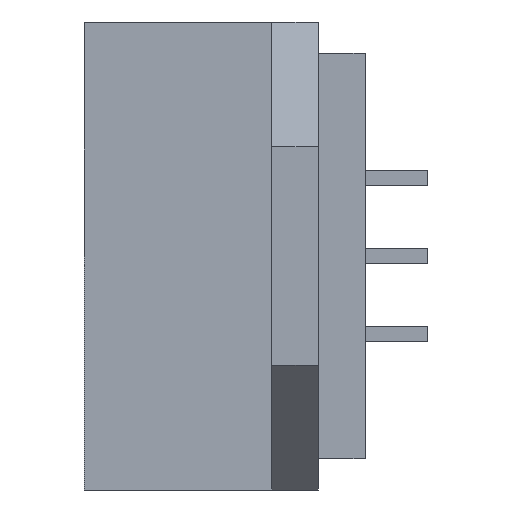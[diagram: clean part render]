
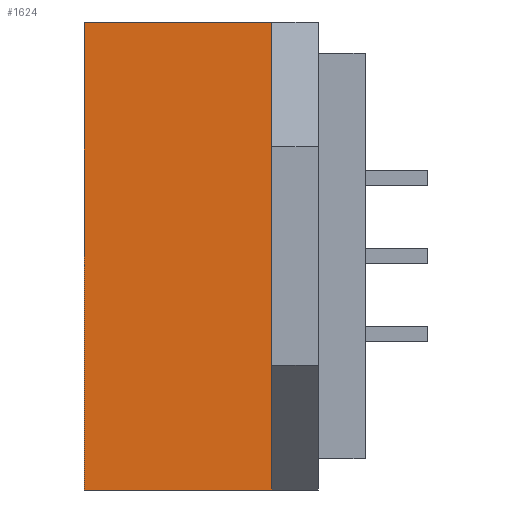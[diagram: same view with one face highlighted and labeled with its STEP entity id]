
A CAD part, left-side view. The second image highlights one B-rep face of the part: STEP entity #1624.
In plain terms, the highlighted planar face has unit normal (-1, 0, 0).
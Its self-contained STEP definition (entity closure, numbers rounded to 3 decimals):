
#829 = VERTEX_POINT('',#830);
#830 = CARTESIAN_POINT('',(-16.8,3.,-7.5));
#836 = EDGE_CURVE('',#837,#829,#839,.T.);
#837 = VERTEX_POINT('',#838);
#838 = CARTESIAN_POINT('',(-16.8,9.,-7.5));
#839 = LINE('',#840,#841);
#840 = CARTESIAN_POINT('',(-16.8,9.,-7.5));
#841 = VECTOR('',#842,1.);
#842 = DIRECTION('',(-0.,-1.,-0.));
#934 = VERTEX_POINT('',#935);
#935 = CARTESIAN_POINT('',(-16.8,9.,7.5));
#941 = EDGE_CURVE('',#934,#942,#944,.T.);
#942 = VERTEX_POINT('',#943);
#943 = CARTESIAN_POINT('',(-16.8,3.,7.5));
#944 = LINE('',#945,#946);
#945 = CARTESIAN_POINT('',(-16.8,9.,7.5));
#946 = VECTOR('',#947,1.);
#947 = DIRECTION('',(-0.,-1.,-0.));
#1574 = EDGE_CURVE('',#837,#934,#1575,.T.);
#1575 = LINE('',#1576,#1577);
#1576 = CARTESIAN_POINT('',(-16.8,9.,-7.5));
#1577 = VECTOR('',#1578,1.);
#1578 = DIRECTION('',(0.,0.,1.));
#1609 = EDGE_CURVE('',#829,#942,#1610,.T.);
#1610 = LINE('',#1611,#1612);
#1611 = CARTESIAN_POINT('',(-16.8,3.,-7.5));
#1612 = VECTOR('',#1613,1.);
#1613 = DIRECTION('',(0.,0.,1.));
#1624 = ADVANCED_FACE('',(#1625),#1631,.F.);
#1625 = FACE_BOUND('',#1626,.T.);
#1626 = EDGE_LOOP('',(#1627,#1628,#1629,#1630));
#1627 = ORIENTED_EDGE('',*,*,#1609,.T.);
#1628 = ORIENTED_EDGE('',*,*,#941,.F.);
#1629 = ORIENTED_EDGE('',*,*,#1574,.F.);
#1630 = ORIENTED_EDGE('',*,*,#836,.T.);
#1631 = PLANE('',#1632);
#1632 = AXIS2_PLACEMENT_3D('',#1633,#1634,#1635);
#1633 = CARTESIAN_POINT('',(-16.8,9.,-7.5));
#1634 = DIRECTION('',(1.,0.,0.));
#1635 = DIRECTION('',(0.,0.,-1.));
